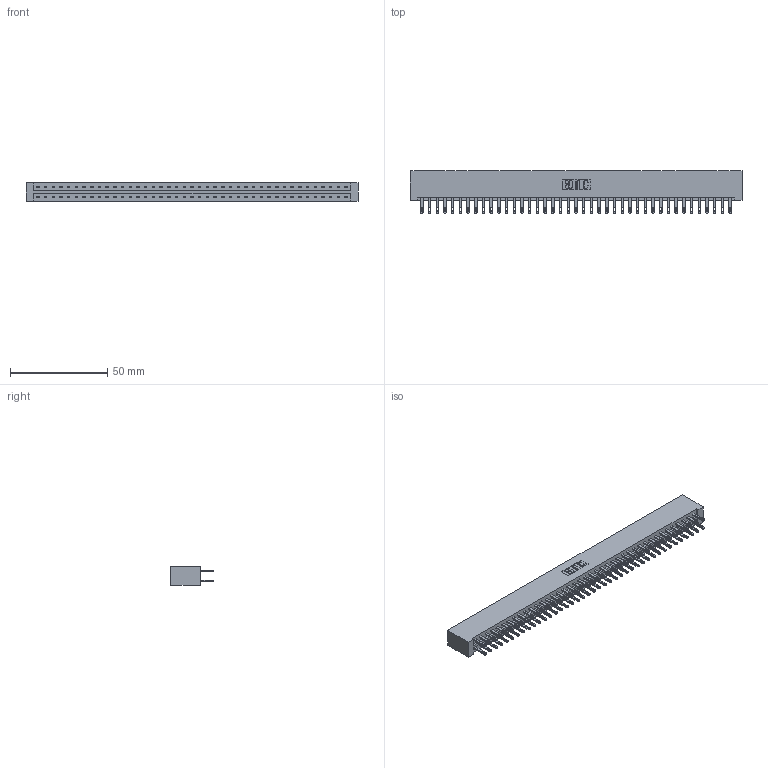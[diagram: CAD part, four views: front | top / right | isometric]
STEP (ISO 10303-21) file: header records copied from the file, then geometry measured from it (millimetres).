
FILE_DESCRIPTION (( 'STEP AP203' ), '1' );
FILE_NAME ('833-082-500-201.STEP', '2020-06-05T22:51:24', ( '' ), ( '' ), 'SwSTEP 2.0', 'SolidWorks 2020', '' );
FILE_SCHEMA (( 'CONFIG_CONTROL_DESIGN' ));
Length unit declared in the file: inch
Products named in the file (3): 345-292-001_345-293-100; 833 Part_Lugless; 833-082-500-201
Assembly tree (83 placements, depth 2):
  833-082-500-201
    833 Part_Lugless
    345-292-001_345-293-100  x82
Bounding box: 170.71 x 21.85 x 9.4 mm (x, y, z)
Volume: 18302.3 mm3; surface area: 22553.9 mm2
Topology: 83 solids, 83 shells, 4042 faces, 12341 edges, 8226 vertices
Faces by surface type: plane 2526, cylinder 1516
Entity records: 26159 total; most frequent: CARTESIAN_POINT 4334, ORIENTED_EDGE 4270, DIRECTION 3699, EDGE_CURVE 2135, LINE 2011, VECTOR 2011, VERTEX_POINT 1422, AXIS2_PLACEMENT_3D 844
